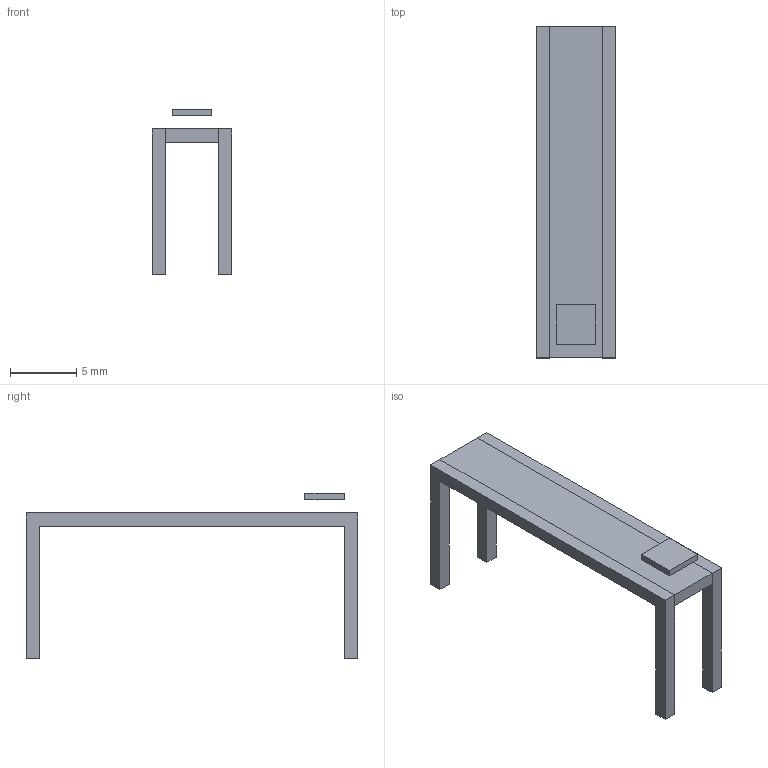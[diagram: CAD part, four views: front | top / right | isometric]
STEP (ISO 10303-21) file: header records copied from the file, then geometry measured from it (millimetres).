
FILE_DESCRIPTION(/* description */ (''),/* implementation_level */ '2;1');
FILE_NAME(/* name */ 'Conveyor_Espuma.step',/* time_stamp */ '2022-06-27T13:04:00-05:00',/* author */ (''),/* organization */ (''),/* preprocessor_version */ 'ST-DEVELOPER v19',/* originating_system */ 'Autodesk Translation Framework v11.7.0.108',/* authorisation */ '');
FILE_SCHEMA (('AUTOMOTIVE_DESIGN { 1 0 10303 214 3 1 1 }'));
Length unit declared in the file: millimetre
Products named in the file (6): Conveyor_Espuma; Conveyor v1; Soporte_banda_d; Soporte_banda_i; Banda; Espuma_Cortada
Assembly tree (5 placements, depth 3):
  Conveyor_Espuma
    Conveyor v1
      Soporte_banda_d
      Soporte_banda_i
      Banda
    Espuma_Cortada
Bounding box: 6 x 25 x 12.5 mm (x, y, z)
Volume: 194.5 mm3; surface area: 646 mm2
Topology: 4 solids, 4 shells, 32 faces, 72 edges, 48 vertices
Faces by surface type: plane 32
Entity records: 1066 total; most frequent: CARTESIAN_POINT 163, DIRECTION 158, ORIENTED_EDGE 144, LINE 72, VECTOR 72, EDGE_CURVE 72, VERTEX_POINT 48, AXIS2_PLACEMENT_3D 43
